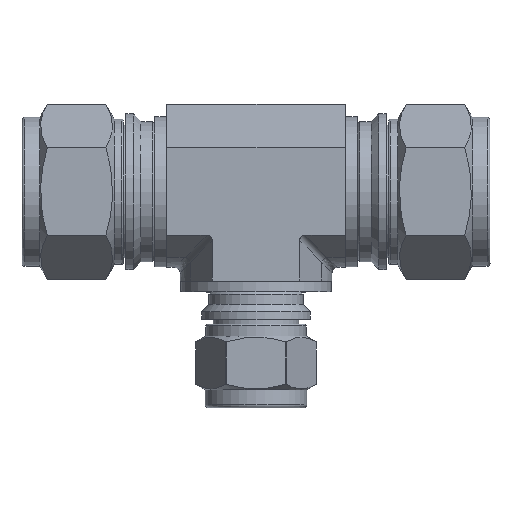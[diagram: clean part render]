
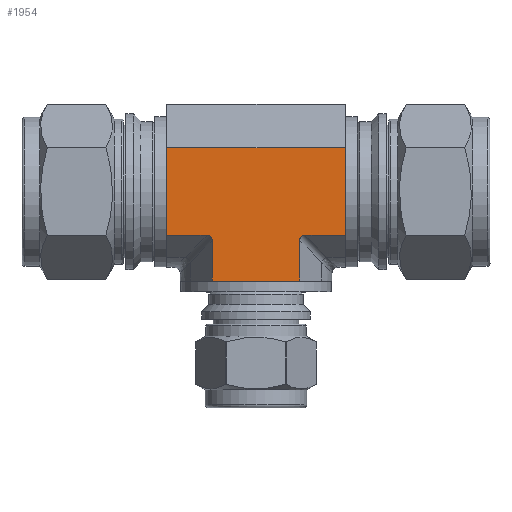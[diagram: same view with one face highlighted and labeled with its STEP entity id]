
A CAD part, top view. The second image highlights one B-rep face of the part: STEP entity #1954.
In plain terms, the highlighted planar face has unit normal (0, 0, 1).
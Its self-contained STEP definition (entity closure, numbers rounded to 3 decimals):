
#17=ELLIPSE('',#2183,1.291,1.);
#24=ELLIPSE('',#2201,1.291,1.);
#339=FACE_OUTER_BOUND('',#481,.T.);
#481=EDGE_LOOP('',(#1709,#1710,#1711,#1712,#1713,#1714,#1715,#1716,#1717,
#1718));
#587=LINE('',#3442,#710);
#595=LINE('',#3499,#718);
#600=LINE('',#3510,#723);
#601=LINE('',#3515,#724);
#602=LINE('',#3517,#725);
#603=LINE('',#3519,#726);
#604=LINE('',#3521,#727);
#605=LINE('',#3522,#728);
#710=VECTOR('',#2722,10.);
#718=VECTOR('',#2748,10.);
#723=VECTOR('',#2761,10.);
#724=VECTOR('',#2766,10.);
#725=VECTOR('',#2767,10.);
#726=VECTOR('',#2768,10.);
#727=VECTOR('',#2769,10.);
#728=VECTOR('',#2770,10.);
#914=VERTEX_POINT('',#3381);
#915=VERTEX_POINT('',#3382);
#925=VERTEX_POINT('',#3441);
#932=VERTEX_POINT('',#3489);
#933=VERTEX_POINT('',#3491);
#935=VERTEX_POINT('',#3497);
#939=VERTEX_POINT('',#3514);
#940=VERTEX_POINT('',#3516);
#941=VERTEX_POINT('',#3518);
#942=VERTEX_POINT('',#3520);
#1167=EDGE_CURVE('',#914,#915,#17,.T.);
#1182=EDGE_CURVE('',#925,#915,#587,.T.);
#1192=EDGE_CURVE('',#932,#933,#24,.T.);
#1196=EDGE_CURVE('',#935,#932,#595,.T.);
#1202=EDGE_CURVE('',#935,#925,#600,.T.);
#1204=EDGE_CURVE('',#914,#939,#601,.T.);
#1205=EDGE_CURVE('',#940,#939,#602,.T.);
#1206=EDGE_CURVE('',#941,#940,#603,.T.);
#1207=EDGE_CURVE('',#941,#942,#604,.T.);
#1208=EDGE_CURVE('',#942,#933,#605,.T.);
#1709=ORIENTED_EDGE('',*,*,#1204,.T.);
#1710=ORIENTED_EDGE('',*,*,#1205,.F.);
#1711=ORIENTED_EDGE('',*,*,#1206,.F.);
#1712=ORIENTED_EDGE('',*,*,#1207,.T.);
#1713=ORIENTED_EDGE('',*,*,#1208,.T.);
#1714=ORIENTED_EDGE('',*,*,#1192,.F.);
#1715=ORIENTED_EDGE('',*,*,#1196,.F.);
#1716=ORIENTED_EDGE('',*,*,#1202,.T.);
#1717=ORIENTED_EDGE('',*,*,#1182,.T.);
#1718=ORIENTED_EDGE('',*,*,#1167,.F.);
#1833=PLANE('',#2208);
#1954=ADVANCED_FACE('',(#339),#1833,.T.);
#2183=AXIS2_PLACEMENT_3D('',#3383,#2692,#2693);
#2201=AXIS2_PLACEMENT_3D('',#3492,#2741,#2742);
#2208=AXIS2_PLACEMENT_3D('',#3513,#2764,#2765);
#2692=DIRECTION('center_axis',(0.,0.,
1.));
#2693=DIRECTION('ref_axis',(-0.707,0.707,0.));
#2722=DIRECTION('',(0.,1.,0.));
#2741=DIRECTION('center_axis',(0.,0.,
1.));
#2742=DIRECTION('ref_axis',(0.707,0.707,0.));
#2748=DIRECTION('',(0.,1.,0.));
#2761=DIRECTION('',(1.,0.,0.));
#2764=DIRECTION('center_axis',(0.,0.,
1.));
#2765=DIRECTION('ref_axis',(0.,-1.,0.));
#2766=DIRECTION('',(1.,0.,0.));
#2767=DIRECTION('',(0.,-1.,0.));
#2768=DIRECTION('',(1.,0.,0.));
#2769=DIRECTION('',(0.,-1.,0.));
#2770=DIRECTION('',(1.,0.,0.));
#3381=CARTESIAN_POINT('',(8.198,-7.332,12.7));
#3382=CARTESIAN_POINT('',(7.332,-8.198,12.7));
#3383=CARTESIAN_POINT('Origin',(8.487,-8.487,12.7));
#3441=CARTESIAN_POINT('',(7.332,-15.,12.7));
#3442=CARTESIAN_POINT('',(7.332,-15.,12.7));
#3489=CARTESIAN_POINT('',(-7.332,-8.198,12.7));
#3491=CARTESIAN_POINT('',(-8.198,-7.332,12.7));
#3492=CARTESIAN_POINT('Origin',(-8.487,-8.487,12.7));
#3497=CARTESIAN_POINT('',(-7.332,-15.,12.7));
#3499=CARTESIAN_POINT('',(-7.332,-15.,12.7));
#3510=CARTESIAN_POINT('',(-7.332,-15.,12.7));
#3513=CARTESIAN_POINT('Origin',(-15.,7.332,12.7));
#3514=CARTESIAN_POINT('',(15.,-7.332,12.7));
#3515=CARTESIAN_POINT('',(-15.,-7.332,12.7));
#3516=CARTESIAN_POINT('',(15.,7.332,12.7));
#3517=CARTESIAN_POINT('',(15.,4.157,12.7));
#3518=CARTESIAN_POINT('',(-15.,7.332,12.7));
#3519=CARTESIAN_POINT('',(-15.,7.332,12.7));
#3520=CARTESIAN_POINT('',(-15.,-7.332,12.7));
#3521=CARTESIAN_POINT('',(-15.,7.332,12.7));
#3522=CARTESIAN_POINT('',(-15.,-7.332,12.7));
